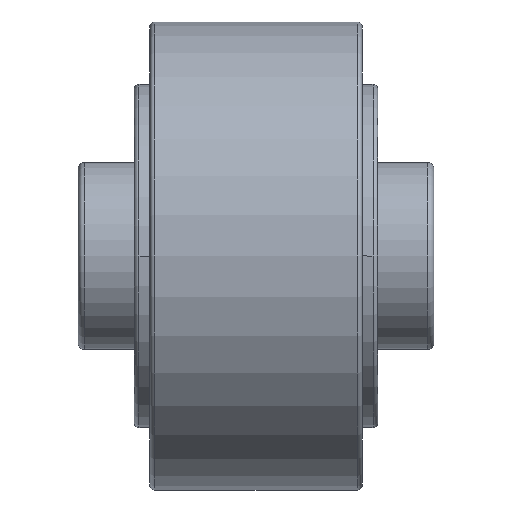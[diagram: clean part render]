
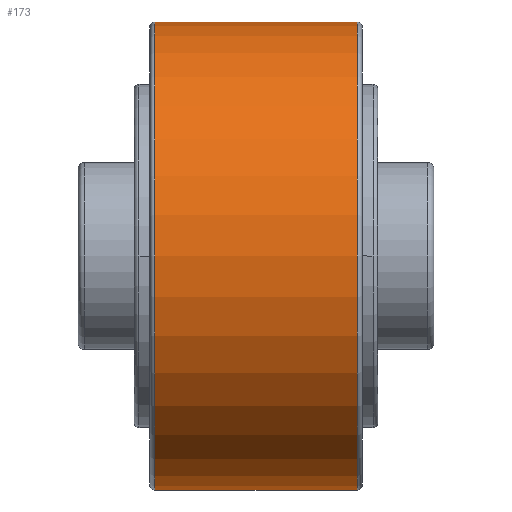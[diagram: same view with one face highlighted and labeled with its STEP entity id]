
A CAD part, front view. The second image highlights one B-rep face of the part: STEP entity #173.
In plain terms, the highlighted cylindrical face has radius 37.5 mm (diameter 75 mm), a partial arc.
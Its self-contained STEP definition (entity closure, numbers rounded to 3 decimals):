
#173=ADVANCED_FACE('',(#441),#442,.T.);
#441=FACE_OUTER_BOUND('',#741,.T.);
#442=CYLINDRICAL_SURFACE('',#742,37.5);
#741=EDGE_LOOP('',(#1687,#1688,#1689,#1690,#1691,#1692));
#742=AXIS2_PLACEMENT_3D('',#1693,#1694,#1695);
#1687=ORIENTED_EDGE('',*,*,#1809,.T.);
#1688=ORIENTED_EDGE('',*,*,#2079,.F.);
#1689=ORIENTED_EDGE('',*,*,#2078,.F.);
#1690=ORIENTED_EDGE('',*,*,#1811,.T.);
#1691=ORIENTED_EDGE('',*,*,#2075,.T.);
#1692=ORIENTED_EDGE('',*,*,#2074,.T.);
#1693=CARTESIAN_POINT('',(0.0,0.0,0.0));
#1694=DIRECTION('',(1.0,0.0,0.0));
#1695=DIRECTION('',(0.0,0.0,-1.0));
#1809=EDGE_CURVE('',#2262,#2263,#2264,.T.);
#1811=EDGE_CURVE('',#2267,#2265,#2268,.T.);
#2074=EDGE_CURVE('',#2689,#2262,#2690,.T.);
#2075=EDGE_CURVE('',#2265,#2689,#2691,.T.);
#2078=EDGE_CURVE('',#2267,#2695,#2696,.T.);
#2079=EDGE_CURVE('',#2695,#2263,#2697,.T.);
#2262=VERTEX_POINT('',#2769);
#2263=VERTEX_POINT('',#2770);
#2264=LINE('',#2771,#2772);
#2265=VERTEX_POINT('',#2773);
#2267=VERTEX_POINT('',#2775);
#2268=LINE('',#2776,#2777);
#2689=VERTEX_POINT('',#3335);
#2690=CIRCLE('',#3336,37.5);
#2691=CIRCLE('',#3337,37.5);
#2695=VERTEX_POINT('',#3341);
#2696=CIRCLE('',#3342,37.5);
#2697=CIRCLE('',#3343,37.5);
#2769=CARTESIAN_POINT('',(-16.25,0.,-37.5));
#2770=CARTESIAN_POINT('',(16.25,0.,-37.5));
#2771=CARTESIAN_POINT('',(0.0,0.,-37.5));
#2772=VECTOR('',#3459,1.0);
#2773=CARTESIAN_POINT('',(-16.25,0.,37.5));
#2775=CARTESIAN_POINT('',(16.25,0.,37.5));
#2776=CARTESIAN_POINT('',(0.0,0.,37.5));
#2777=VECTOR('',#3463,1.0);
#3335=CARTESIAN_POINT('',(-16.25,-37.5,0.));
#3336=AXIS2_PLACEMENT_3D('',#4036,#4037,#4038);
#3337=AXIS2_PLACEMENT_3D('',#4039,#4040,#4041);
#3341=CARTESIAN_POINT('',(16.25,-37.5,0.0));
#3342=AXIS2_PLACEMENT_3D('',#4048,#4049,#4050);
#3343=AXIS2_PLACEMENT_3D('',#4051,#4052,#4053);
#3459=DIRECTION('',(1.0,0.0,0.0));
#3463=DIRECTION('',(-1.0,-0.0,-0.0));
#4036=CARTESIAN_POINT('',(-16.25,0.,0.));
#4037=DIRECTION('',(1.0,0.0,0.0));
#4038=DIRECTION('',(0.0,0.0,-1.0));
#4039=CARTESIAN_POINT('',(-16.25,0.,0.));
#4040=DIRECTION('',(1.0,0.0,0.0));
#4041=DIRECTION('',(0.0,0.0,-1.0));
#4048=CARTESIAN_POINT('',(16.25,0.,0.0));
#4049=DIRECTION('',(1.0,0.0,0.0));
#4050=DIRECTION('',(0.0,0.0,-1.0));
#4051=CARTESIAN_POINT('',(16.25,0.,0.0));
#4052=DIRECTION('',(1.0,0.0,0.0));
#4053=DIRECTION('',(0.0,0.0,-1.0));
